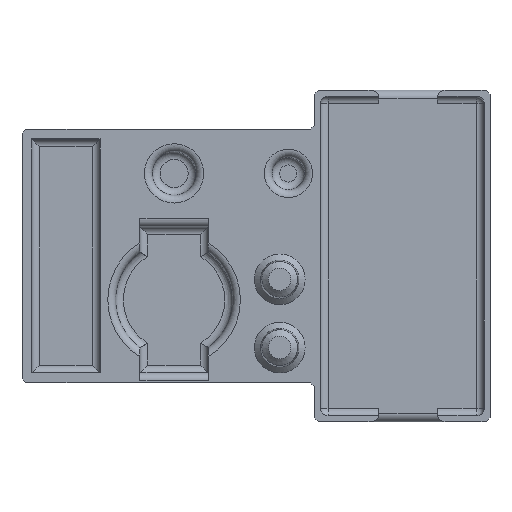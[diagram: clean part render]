
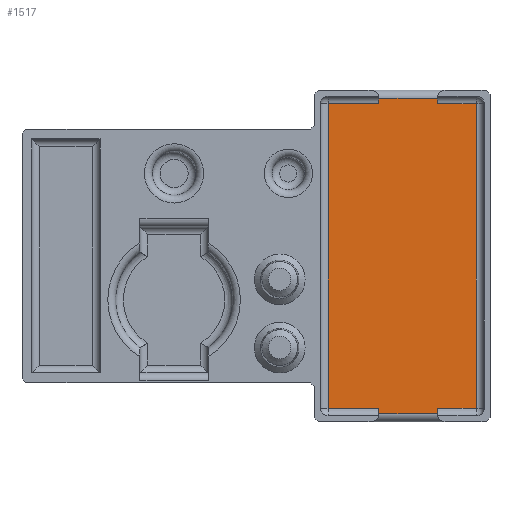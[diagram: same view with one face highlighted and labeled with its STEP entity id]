
A CAD part, top view. The second image highlights one B-rep face of the part: STEP entity #1517.
In plain terms, the highlighted planar face has unit normal (0, 0, 1).
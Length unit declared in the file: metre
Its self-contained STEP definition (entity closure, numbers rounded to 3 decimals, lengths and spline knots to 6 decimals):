
#350=ORIENTED_EDGE('',*,*,#736,.F.);
#351=ORIENTED_EDGE('',*,*,#737,.T.);
#352=ORIENTED_EDGE('',*,*,#738,.T.);
#353=ORIENTED_EDGE('',*,*,#739,.T.);
#354=ORIENTED_EDGE('',*,*,#740,.T.);
#355=ORIENTED_EDGE('',*,*,#741,.T.);
#356=ORIENTED_EDGE('',*,*,#742,.T.);
#357=ORIENTED_EDGE('',*,*,#743,.T.);
#358=ORIENTED_EDGE('',*,*,#744,.F.);
#359=ORIENTED_EDGE('',*,*,#609,.T.);
#360=ORIENTED_EDGE('',*,*,#745,.T.);
#361=ORIENTED_EDGE('',*,*,#604,.T.);
#604=EDGE_CURVE('',#816,#815,#954,.T.);
#609=EDGE_CURVE('',#818,#819,#955,.F.);
#736=EDGE_CURVE('',#910,#815,#1052,.T.);
#737=EDGE_CURVE('',#910,#911,#1053,.T.);
#738=EDGE_CURVE('',#911,#912,#1054,.T.);
#739=EDGE_CURVE('',#912,#913,#1055,.T.);
#740=EDGE_CURVE('',#913,#914,#1056,.F.);
#741=EDGE_CURVE('',#914,#915,#1057,.F.);
#742=EDGE_CURVE('',#915,#916,#1058,.T.);
#743=EDGE_CURVE('',#916,#917,#1059,.F.);
#744=EDGE_CURVE('',#818,#917,#1060,.T.);
#745=EDGE_CURVE('',#819,#816,#1061,.T.);
#815=VERTEX_POINT('',#2284);
#816=VERTEX_POINT('',#2286);
#818=VERTEX_POINT('',#2291);
#819=VERTEX_POINT('',#2297);
#910=VERTEX_POINT('',#2571);
#911=VERTEX_POINT('',#2573);
#912=VERTEX_POINT('',#2575);
#913=VERTEX_POINT('',#2577);
#914=VERTEX_POINT('',#2579);
#915=VERTEX_POINT('',#2581);
#916=VERTEX_POINT('',#2583);
#917=VERTEX_POINT('',#2585);
#954=LINE('',#2285,#1094);
#955=LINE('',#2298,#1095);
#1052=LINE('',#2570,#1192);
#1053=LINE('',#2572,#1193);
#1054=LINE('',#2574,#1194);
#1055=LINE('',#2576,#1195);
#1056=LINE('',#2578,#1196);
#1057=LINE('',#2580,#1197);
#1058=LINE('',#2582,#1198);
#1059=LINE('',#2584,#1199);
#1060=LINE('',#2586,#1200);
#1061=LINE('',#2587,#1201);
#1094=VECTOR('',#1801,1.);
#1095=VECTOR('',#1810,1.);
#1192=VECTOR('',#2021,1.);
#1193=VECTOR('',#2022,1.);
#1194=VECTOR('',#2023,1.);
#1195=VECTOR('',#2024,1.);
#1196=VECTOR('',#2025,1.);
#1197=VECTOR('',#2026,1.);
#1198=VECTOR('',#2027,1.);
#1199=VECTOR('',#2028,1.);
#1200=VECTOR('',#2029,1.);
#1201=VECTOR('',#2030,1.);
#1251=EDGE_LOOP('',(#350,#351,#352,#353,#354,#355,#356,#357,#358,#359,#360,
#361));
#1365=FACE_BOUND('',#1251,.T.);
#1465=PLANE('',#1660);
#1517=ADVANCED_FACE('',(#1365),#1465,.T.);
#1660=AXIS2_PLACEMENT_3D('',#2569,#2019,#2020);
#1801=DIRECTION('',(-1.,0.,0.));
#1810=DIRECTION('',(-1.,0.,0.));
#2019=DIRECTION('',(0.,0.,1.));
#2020=DIRECTION('',(1.,0.,0.));
#2021=DIRECTION('',(0.,-1.,0.));
#2022=DIRECTION('',(-1.,0.,0.));
#2023=DIRECTION('',(0.,-1.,0.));
#2024=DIRECTION('',(-1.,0.,0.));
#2025=DIRECTION('',(0.,1.,0.));
#2026=DIRECTION('',(-1.,0.,0.));
#2027=DIRECTION('',(0.,-1.,0.));
#2028=DIRECTION('',(-1.,0.,0.));
#2029=DIRECTION('',(0.,-1.,0.));
#2030=DIRECTION('',(0.,1.,0.));
#2284=CARTESIAN_POINT('',(0.135011,0.078,0.017));
#2285=CARTESIAN_POINT('',(0.042,0.078,0.017));
#2286=CARTESIAN_POINT('',(0.155,0.078,0.017));
#2291=CARTESIAN_POINT('',(0.135011,-0.078,0.017));
#2297=CARTESIAN_POINT('',(0.155,-0.078,0.017));
#2298=CARTESIAN_POINT('',(0.159,-0.078,0.017));
#2569=CARTESIAN_POINT('',(0.042,0.,0.017));
#2570=CARTESIAN_POINT('',(0.135011,0.121,0.017));
#2571=CARTESIAN_POINT('',(0.135011,0.081,0.017));
#2572=CARTESIAN_POINT('',(0.104989,0.081,0.017));
#2573=CARTESIAN_POINT('',(0.104989,0.081,0.017));
#2574=CARTESIAN_POINT('',(0.104989,0.121,0.017));
#2575=CARTESIAN_POINT('',(0.104989,0.078,0.017));
#2576=CARTESIAN_POINT('',(0.042,0.078,0.017));
#2577=CARTESIAN_POINT('',(0.079,0.078,0.017));
#2578=CARTESIAN_POINT('',(0.079,-0.082,0.017));
#2579=CARTESIAN_POINT('',(0.079,-0.078,0.017));
#2580=CARTESIAN_POINT('',(0.159,-0.078,0.017));
#2581=CARTESIAN_POINT('',(0.104989,-0.078,0.017));
#2582=CARTESIAN_POINT('',(0.104989,0.121,0.017));
#2583=CARTESIAN_POINT('',(0.104989,-0.081,0.017));
#2584=CARTESIAN_POINT('',(0.042,-0.081,0.017));
#2585=CARTESIAN_POINT('',(0.135011,-0.081,0.017));
#2586=CARTESIAN_POINT('',(0.135011,0.121,0.017));
#2587=CARTESIAN_POINT('',(0.155,0.,0.017));
